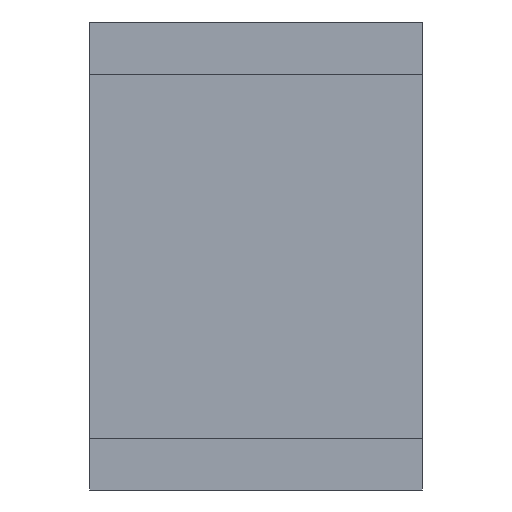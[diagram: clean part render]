
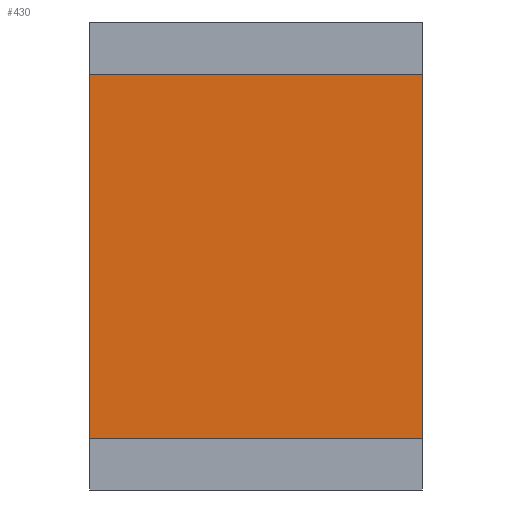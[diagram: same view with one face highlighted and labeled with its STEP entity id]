
A CAD part, front view. The second image highlights one B-rep face of the part: STEP entity #430.
In plain terms, the highlighted planar face has unit normal (0, -1, 0).
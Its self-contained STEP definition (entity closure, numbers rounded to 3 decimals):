
#171 = FACE_OUTER_BOUND ( 'NONE', #3931, .T. ) ;
#172 = LINE ( 'NONE', #1390, #4063 ) ;
#299 = PLANE ( 'NONE',  #848 ) ;
#355 = DIRECTION ( 'NONE',  ( 0., 0., -1. ) ) ;
#430 = ADVANCED_FACE ( 'NONE', ( #171 ), #299, .F. ) ;
#628 = VECTOR ( 'NONE', #5133, 1000. ) ;
#711 = CARTESIAN_POINT ( 'NONE',  ( -1.6, -0.29, -2.24 ) ) ;
#714 = CARTESIAN_POINT ( 'NONE',  ( -1.6, -0.29, 2.24 ) ) ;
#797 = DIRECTION ( 'NONE',  ( 0., 0., 1. ) ) ;
#812 = CARTESIAN_POINT ( 'NONE',  ( 6.117, -0.29, 2.24 ) ) ;
#833 = DIRECTION ( 'NONE',  ( 0., 1., 0. ) ) ;
#848 = AXIS2_PLACEMENT_3D ( 'NONE', #4760, #833, #2820 ) ;
#1116 = CARTESIAN_POINT ( 'NONE',  ( 1.6, -0.29, 2.24 ) ) ;
#1181 = ORIENTED_EDGE ( 'NONE', *, *, #4948, .T. ) ;
#1390 = CARTESIAN_POINT ( 'NONE',  ( 6.117, -0.29, -2.24 ) ) ;
#1596 = VERTEX_POINT ( 'NONE', #711 ) ;
#1717 = EDGE_CURVE ( 'NONE', #1596, #2293, #4866, .T. ) ;
#1928 = ORIENTED_EDGE ( 'NONE', *, *, #3295, .F. ) ;
#2146 = DIRECTION ( 'NONE',  ( -1., 0., 0. ) ) ;
#2293 = VERTEX_POINT ( 'NONE', #714 ) ;
#2353 = VERTEX_POINT ( 'NONE', #4418 ) ;
#2521 = ORIENTED_EDGE ( 'NONE', *, *, #1717, .F. ) ;
#2820 = DIRECTION ( 'NONE',  ( 0., 0., 1. ) ) ;
#3091 = VECTOR ( 'NONE', #797, 1000. ) ;
#3118 = LINE ( 'NONE', #812, #628 ) ;
#3126 = CARTESIAN_POINT ( 'NONE',  ( 1.6, -0.29, -2.24 ) ) ;
#3295 = EDGE_CURVE ( 'NONE', #2353, #4030, #3951, .T. ) ;
#3354 = VECTOR ( 'NONE', #355, 1000. ) ;
#3931 = EDGE_LOOP ( 'NONE', ( #1928, #1181, #2521, #4880 ) ) ;
#3951 = LINE ( 'NONE', #1116, #3354 ) ;
#4030 = VERTEX_POINT ( 'NONE', #3126 ) ;
#4063 = VECTOR ( 'NONE', #2146, 1000. ) ;
#4151 = EDGE_CURVE ( 'NONE', #4030, #1596, #172, .T. ) ;
#4418 = CARTESIAN_POINT ( 'NONE',  ( 1.6, -0.29, 2.24 ) ) ;
#4760 = CARTESIAN_POINT ( 'NONE',  ( 6.117, -0.29, 2.24 ) ) ;
#4866 = LINE ( 'NONE', #5147, #3091 ) ;
#4880 = ORIENTED_EDGE ( 'NONE', *, *, #4151, .F. ) ;
#4948 = EDGE_CURVE ( 'NONE', #2353, #2293, #3118, .T. ) ;
#5133 = DIRECTION ( 'NONE',  ( -1., 0., 0. ) ) ;
#5147 = CARTESIAN_POINT ( 'NONE',  ( -1.6, -0.29, 2.24 ) ) ;
